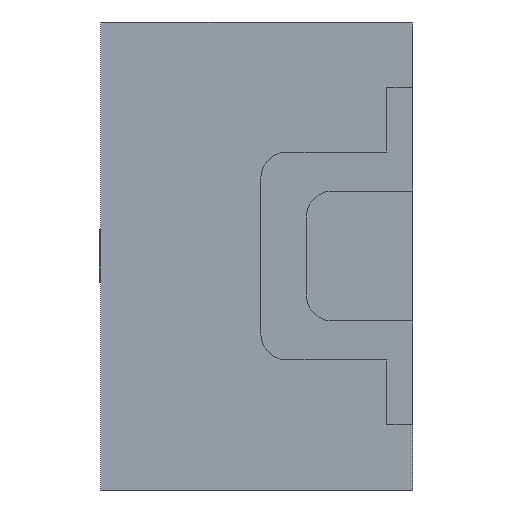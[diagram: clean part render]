
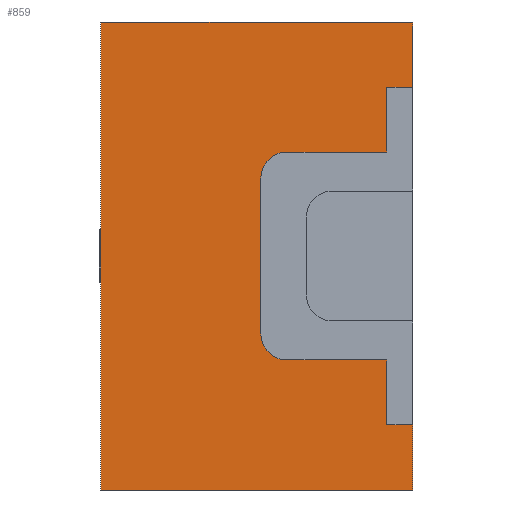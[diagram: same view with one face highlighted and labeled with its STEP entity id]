
A CAD part, left-side view. The second image highlights one B-rep face of the part: STEP entity #859.
In plain terms, the highlighted planar face has unit normal (-1, 0, 0).
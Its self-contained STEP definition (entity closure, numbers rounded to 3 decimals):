
#20 = VERTEX_POINT ( 'NONE', #393 ) ;
#83 = CARTESIAN_POINT ( 'NONE',  ( 0., 0.1, -0.9 ) ) ;
#116 = CARTESIAN_POINT ( 'NONE',  ( 0., 1.2, 0. ) ) ;
#233 = CARTESIAN_POINT ( 'NONE',  ( 0., 0.484, -0.6 ) ) ;
#234 = CIRCLE ( 'NONE', #754, 0.1 ) ;
#239 = DIRECTION ( 'NONE',  ( 0., 0., -1. ) ) ;
#291 = CARTESIAN_POINT ( 'NONE',  ( 0., 1.2, 0. ) ) ;
#306 = LINE ( 'NONE', #2147, #2942 ) ;
#314 = LINE ( 'NONE', #291, #2849 ) ;
#341 = DIRECTION ( 'NONE',  ( 0., -1., 0. ) ) ;
#371 = CARTESIAN_POINT ( 'NONE',  ( 0., 0.1, -1.3 ) ) ;
#393 = CARTESIAN_POINT ( 'NONE',  ( 0., 0.484, -1.3 ) ) ;
#434 = VERTEX_POINT ( 'NONE', #371 ) ;
#460 = LINE ( 'NONE', #840, #2452 ) ;
#461 = LINE ( 'NONE', #83, #1453 ) ;
#499 = CARTESIAN_POINT ( 'NONE',  ( 0., 0.584, -0.6 ) ) ;
#524 = VECTOR ( 'NONE', #341, 1000. ) ;
#577 = DIRECTION ( 'NONE',  ( 0., 0., 1. ) ) ;
#588 = ORIENTED_EDGE ( 'NONE', *, *, #3549, .T. ) ;
#591 = CARTESIAN_POINT ( 'NONE',  ( 0., 1.2, 0. ) ) ;
#626 = VECTOR ( 'NONE', #3548, 1000. ) ;
#634 = ORIENTED_EDGE ( 'NONE', *, *, #1021, .T. ) ;
#699 = VERTEX_POINT ( 'NONE', #499 ) ;
#717 = VECTOR ( 'NONE', #1262, 1000. ) ;
#754 = AXIS2_PLACEMENT_3D ( 'NONE', #2519, #947, #2598 ) ;
#809 = EDGE_CURVE ( 'NONE', #2546, #1304, #907, .T. ) ;
#814 = ORIENTED_EDGE ( 'NONE', *, *, #3680, .F. ) ;
#823 = ORIENTED_EDGE ( 'NONE', *, *, #2024, .F. ) ;
#838 = ORIENTED_EDGE ( 'NONE', *, *, #2347, .T. ) ;
#840 = CARTESIAN_POINT ( 'NONE',  ( 0., 1.2, -0.5 ) ) ;
#859 = ADVANCED_FACE ( 'NONE', ( #3795 ), #1920, .F. ) ;
#903 = CARTESIAN_POINT ( 'NONE',  ( 0., 0.1, -0.9 ) ) ;
#907 = LINE ( 'NONE', #2844, #3933 ) ;
#917 = DIRECTION ( 'NONE',  ( 0., 1., 0. ) ) ;
#920 = CARTESIAN_POINT ( 'NONE',  ( 0., 1.2, -1.8 ) ) ;
#921 = ORIENTED_EDGE ( 'NONE', *, *, #2021, .T. ) ;
#947 = DIRECTION ( 'NONE',  ( 1., 0., 0. ) ) ;
#948 = DIRECTION ( 'NONE',  ( 1., 0., 0. ) ) ;
#1012 = VERTEX_POINT ( 'NONE', #3912 ) ;
#1021 = EDGE_CURVE ( 'NONE', #1489, #699, #2668, .T. ) ;
#1031 = EDGE_LOOP ( 'NONE', ( #823, #838, #1543, #634, #588, #1136, #3195, #2223, #921, #3725, #814, #3494, #3022, #2456, #2233, #2177 ) ) ;
#1066 = DIRECTION ( 'NONE',  ( 0., -1., 0. ) ) ;
#1070 = DIRECTION ( 'NONE',  ( 0., 0., -1. ) ) ;
#1088 = DIRECTION ( 'NONE',  ( 0., 0., 1. ) ) ;
#1102 = DIRECTION ( 'NONE',  ( 0., 0., -1. ) ) ;
#1118 = AXIS2_PLACEMENT_3D ( 'NONE', #591, #948, #1838 ) ;
#1130 = VECTOR ( 'NONE', #239, 1000. ) ;
#1136 = ORIENTED_EDGE ( 'NONE', *, *, #2219, .T. ) ;
#1148 = VECTOR ( 'NONE', #3205, 1000. ) ;
#1262 = DIRECTION ( 'NONE',  ( 0., 0., -1. ) ) ;
#1283 = CARTESIAN_POINT ( 'NONE',  ( 0., 0.1, -0.25 ) ) ;
#1284 = AXIS2_PLACEMENT_3D ( 'NONE', #233, #3278, #1102 ) ;
#1304 = VERTEX_POINT ( 'NONE', #2198 ) ;
#1331 = CARTESIAN_POINT ( 'NONE',  ( 0., 0.1, -1.55 ) ) ;
#1347 = CARTESIAN_POINT ( 'NONE',  ( 0., 0., -0.25 ) ) ;
#1396 = LINE ( 'NONE', #3861, #626 ) ;
#1453 = VECTOR ( 'NONE', #1070, 1000. ) ;
#1489 = VERTEX_POINT ( 'NONE', #3374 ) ;
#1523 = VERTEX_POINT ( 'NONE', #2689 ) ;
#1543 = ORIENTED_EDGE ( 'NONE', *, *, #3478, .T. ) ;
#1600 = DIRECTION ( 'NONE',  ( 0., -1., 0. ) ) ;
#1750 = CARTESIAN_POINT ( 'NONE',  ( 0., 0., 0. ) ) ;
#1756 = EDGE_CURVE ( 'NONE', #2517, #2546, #461, .T. ) ;
#1789 = CARTESIAN_POINT ( 'NONE',  ( 0., 0.1, -0.9 ) ) ;
#1803 = CARTESIAN_POINT ( 'NONE',  ( 0., 0., 0. ) ) ;
#1838 = DIRECTION ( 'NONE',  ( 0., 0., -1. ) ) ;
#1882 = DIRECTION ( 'NONE',  ( 0., 0., -1. ) ) ;
#1920 = PLANE ( 'NONE',  #1118 ) ;
#1935 = VECTOR ( 'NONE', #3719, 1000. ) ;
#1955 = LINE ( 'NONE', #116, #1148 ) ;
#2020 = VERTEX_POINT ( 'NONE', #1750 ) ;
#2021 = EDGE_CURVE ( 'NONE', #2517, #3708, #3469, .T. ) ;
#2024 = EDGE_CURVE ( 'NONE', #434, #3042, #4014, .T. ) ;
#2026 = EDGE_CURVE ( 'NONE', #2200, #4045, #3748, .T. ) ;
#2086 = LINE ( 'NONE', #1803, #1935 ) ;
#2102 = EDGE_CURVE ( 'NONE', #3110, #2189, #306, .T. ) ;
#2147 = CARTESIAN_POINT ( 'NONE',  ( 0., 0.1, -1.55 ) ) ;
#2177 = ORIENTED_EDGE ( 'NONE', *, *, #2227, .F. ) ;
#2189 = VERTEX_POINT ( 'NONE', #3643 ) ;
#2198 = CARTESIAN_POINT ( 'NONE',  ( 0., 0.1, -0.5 ) ) ;
#2200 = VERTEX_POINT ( 'NONE', #3040 ) ;
#2219 = EDGE_CURVE ( 'NONE', #1523, #1304, #460, .T. ) ;
#2223 = ORIENTED_EDGE ( 'NONE', *, *, #1756, .F. ) ;
#2227 = EDGE_CURVE ( 'NONE', #3042, #3110, #3284, .T. ) ;
#2233 = ORIENTED_EDGE ( 'NONE', *, *, #2102, .F. ) ;
#2347 = EDGE_CURVE ( 'NONE', #434, #20, #3427, .T. ) ;
#2356 = VECTOR ( 'NONE', #1600, 1000. ) ;
#2452 = VECTOR ( 'NONE', #1066, 1000. ) ;
#2456 = ORIENTED_EDGE ( 'NONE', *, *, #4003, .T. ) ;
#2474 = CARTESIAN_POINT ( 'NONE',  ( 0., 0.1, -0.25 ) ) ;
#2517 = VERTEX_POINT ( 'NONE', #1283 ) ;
#2519 = CARTESIAN_POINT ( 'NONE',  ( 0., 0.484, -1.2 ) ) ;
#2546 = VERTEX_POINT ( 'NONE', #2894 ) ;
#2598 = DIRECTION ( 'NONE',  ( 0., 0., -1. ) ) ;
#2668 = LINE ( 'NONE', #2998, #3758 ) ;
#2689 = CARTESIAN_POINT ( 'NONE',  ( 0., 0.484, -0.5 ) ) ;
#2787 = DIRECTION ( 'NONE',  ( 0., -1., 0. ) ) ;
#2844 = CARTESIAN_POINT ( 'NONE',  ( 0., 0.1, -0.9 ) ) ;
#2849 = VECTOR ( 'NONE', #577, 1000. ) ;
#2894 = CARTESIAN_POINT ( 'NONE',  ( 0., 0.1, -0.251 ) ) ;
#2942 = VECTOR ( 'NONE', #2787, 1000. ) ;
#2998 = CARTESIAN_POINT ( 'NONE',  ( 0., 0.584, 0. ) ) ;
#3016 = EDGE_CURVE ( 'NONE', #3708, #2020, #2086, .T. ) ;
#3022 = ORIENTED_EDGE ( 'NONE', *, *, #2026, .T. ) ;
#3031 = EDGE_CURVE ( 'NONE', #2200, #1012, #314, .T. ) ;
#3040 = CARTESIAN_POINT ( 'NONE',  ( 0., 1.2, -1.8 ) ) ;
#3042 = VERTEX_POINT ( 'NONE', #3055 ) ;
#3055 = CARTESIAN_POINT ( 'NONE',  ( 0., 0.1, -1.549 ) ) ;
#3110 = VERTEX_POINT ( 'NONE', #1331 ) ;
#3195 = ORIENTED_EDGE ( 'NONE', *, *, #809, .F. ) ;
#3205 = DIRECTION ( 'NONE',  ( 0., -1., 0. ) ) ;
#3240 = CARTESIAN_POINT ( 'NONE',  ( 0., 0., -1.8 ) ) ;
#3278 = DIRECTION ( 'NONE',  ( 1., 0., 0. ) ) ;
#3284 = LINE ( 'NONE', #1789, #1130 ) ;
#3374 = CARTESIAN_POINT ( 'NONE',  ( 0., 0.584, -1.2 ) ) ;
#3426 = VECTOR ( 'NONE', #917, 1000. ) ;
#3427 = LINE ( 'NONE', #3686, #3426 ) ;
#3469 = LINE ( 'NONE', #2474, #2356 ) ;
#3478 = EDGE_CURVE ( 'NONE', #20, #1489, #234, .T. ) ;
#3494 = ORIENTED_EDGE ( 'NONE', *, *, #3031, .F. ) ;
#3548 = DIRECTION ( 'NONE',  ( 0., 0., 1. ) ) ;
#3549 = EDGE_CURVE ( 'NONE', #699, #1523, #4036, .T. ) ;
#3643 = CARTESIAN_POINT ( 'NONE',  ( 0., 0., -1.55 ) ) ;
#3680 = EDGE_CURVE ( 'NONE', #1012, #2020, #1955, .T. ) ;
#3686 = CARTESIAN_POINT ( 'NONE',  ( 0., 1.2, -1.3 ) ) ;
#3708 = VERTEX_POINT ( 'NONE', #1347 ) ;
#3719 = DIRECTION ( 'NONE',  ( 0., 0., 1. ) ) ;
#3725 = ORIENTED_EDGE ( 'NONE', *, *, #3016, .T. ) ;
#3748 = LINE ( 'NONE', #920, #524 ) ;
#3758 = VECTOR ( 'NONE', #1088, 1000. ) ;
#3795 = FACE_OUTER_BOUND ( 'NONE', #1031, .T. ) ;
#3861 = CARTESIAN_POINT ( 'NONE',  ( 0., 0., 0. ) ) ;
#3912 = CARTESIAN_POINT ( 'NONE',  ( 0., 1.2, 0. ) ) ;
#3933 = VECTOR ( 'NONE', #1882, 1000. ) ;
#4003 = EDGE_CURVE ( 'NONE', #4045, #2189, #1396, .T. ) ;
#4014 = LINE ( 'NONE', #903, #717 ) ;
#4036 = CIRCLE ( 'NONE', #1284, 0.1 ) ;
#4045 = VERTEX_POINT ( 'NONE', #3240 ) ;
